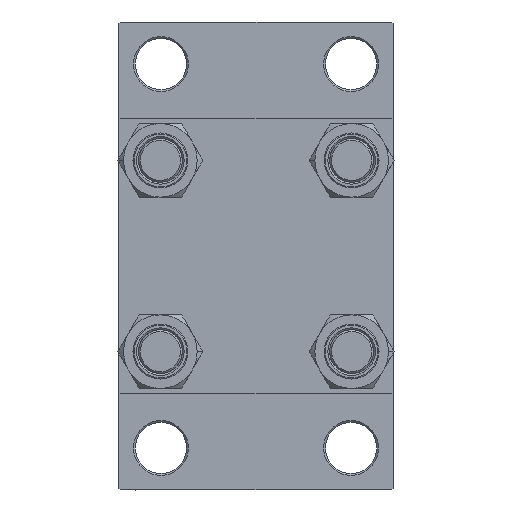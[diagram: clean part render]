
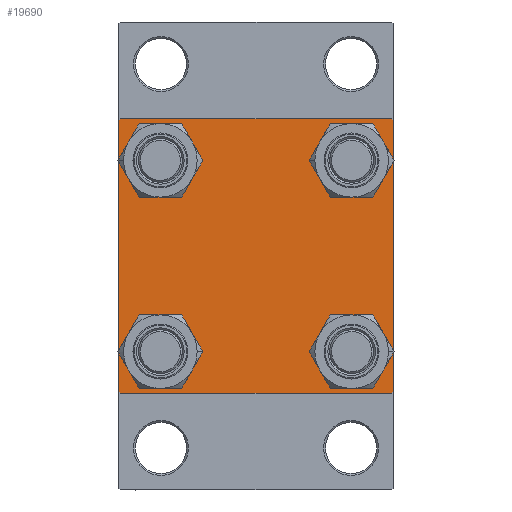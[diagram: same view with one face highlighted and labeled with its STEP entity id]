
A CAD part, left-side view. The second image highlights one B-rep face of the part: STEP entity #19690.
In plain terms, the highlighted planar face has unit normal (-1, 0, 0).
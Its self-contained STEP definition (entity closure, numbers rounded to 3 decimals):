
#243 = CARTESIAN_POINT ( 'NONE',  ( 0., -26.15, -32.65 ) ) ;
#522 = CARTESIAN_POINT ( 'NONE',  ( 0., -26.15, 26.15 ) ) ;
#815 = ORIENTED_EDGE ( 'NONE', *, *, #2416, .T. ) ;
#1569 = CARTESIAN_POINT ( 'NONE',  ( 0., -26.15, 19.65 ) ) ;
#1995 = DIRECTION ( 'NONE',  ( 1., 0., 0. ) ) ;
#2141 = AXIS2_PLACEMENT_3D ( 'NONE', #29249, #7402, #46754 ) ;
#2341 = FACE_OUTER_BOUND ( 'NONE', #38012, .T. ) ;
#2416 = EDGE_CURVE ( 'NONE', #22690, #38746, #14358, .T. ) ;
#2458 = DIRECTION ( 'NONE',  ( 0., 0.707, -0.707 ) ) ;
#2515 = CIRCLE ( 'NONE', #27799, 6.5 ) ;
#3215 = VECTOR ( 'NONE', #26468, 1000. ) ;
#3722 = AXIS2_PLACEMENT_3D ( 'NONE', #522, #44406, #15158 ) ;
#4079 = CIRCLE ( 'NONE', #33914, 6.5 ) ;
#4797 = AXIS2_PLACEMENT_3D ( 'NONE', #20551, #26804, #12415 ) ;
#5220 = DIRECTION ( 'NONE',  ( 0., 0., 1. ) ) ;
#5293 = DIRECTION ( 'NONE',  ( 0., 0., -1. ) ) ;
#5386 = EDGE_CURVE ( 'NONE', #38746, #10084, #21453, .T. ) ;
#6621 = VECTOR ( 'NONE', #36270, 1000. ) ;
#6715 = EDGE_CURVE ( 'NONE', #28496, #34071, #19787, .T. ) ;
#7402 = DIRECTION ( 'NONE',  ( 1., 0., 0. ) ) ;
#7615 = DIRECTION ( 'NONE',  ( 0., 0., -1. ) ) ;
#7945 = EDGE_CURVE ( 'NONE', #45661, #24663, #32901, .T. ) ;
#8370 = VERTEX_POINT ( 'NONE', #1569 ) ;
#8518 = ORIENTED_EDGE ( 'NONE', *, *, #21912, .T. ) ;
#8760 = EDGE_CURVE ( 'NONE', #8370, #36836, #30532, .T. ) ;
#8820 = PLANE ( 'NONE',  #43134 ) ;
#9143 = ORIENTED_EDGE ( 'NONE', *, *, #6715, .T. ) ;
#9743 = VERTEX_POINT ( 'NONE', #243 ) ;
#10038 = CARTESIAN_POINT ( 'NONE',  ( 0., 26.15, -19.65 ) ) ;
#10084 = VERTEX_POINT ( 'NONE', #47416 ) ;
#10200 = CARTESIAN_POINT ( 'NONE',  ( 0., 37., 37.5 ) ) ;
#10207 = ORIENTED_EDGE ( 'NONE', *, *, #24561, .T. ) ;
#10800 = CARTESIAN_POINT ( 'NONE',  ( 0., 26.15, -26.15 ) ) ;
#10846 = DIRECTION ( 'NONE',  ( 0., 0.707, 0.707 ) ) ;
#10995 = CARTESIAN_POINT ( 'NONE',  ( 0., 37.5, 37.5 ) ) ;
#11782 = CARTESIAN_POINT ( 'NONE',  ( 0., -26.15, 26.15 ) ) ;
#11808 = DIRECTION ( 'NONE',  ( 0., -1., 0. ) ) ;
#12011 = EDGE_CURVE ( 'NONE', #28460, #9743, #40445, .T. ) ;
#12199 = ORIENTED_EDGE ( 'NONE', *, *, #42980, .T. ) ;
#12400 = DIRECTION ( 'NONE',  ( 1., 0., 0. ) ) ;
#12415 = DIRECTION ( 'NONE',  ( 0., 0., 1. ) ) ;
#12974 = CARTESIAN_POINT ( 'NONE',  ( 0., -37.5, 37.5 ) ) ;
#13382 = CARTESIAN_POINT ( 'NONE',  ( 0., -37., 37.5 ) ) ;
#13541 = EDGE_CURVE ( 'NONE', #45661, #18467, #27836, .T. ) ;
#14358 = LINE ( 'NONE', #10995, #24230 ) ;
#14493 = DIRECTION ( 'NONE',  ( 0., -0.707, -0.707 ) ) ;
#14554 = VERTEX_POINT ( 'NONE', #14708 ) ;
#14604 = EDGE_CURVE ( 'NONE', #10084, #29340, #19256, .T. ) ;
#14708 = CARTESIAN_POINT ( 'NONE',  ( 0., 26.15, -32.65 ) ) ;
#15158 = DIRECTION ( 'NONE',  ( 0., 0., 1. ) ) ;
#16728 = VECTOR ( 'NONE', #10846, 1000. ) ;
#18281 = DIRECTION ( 'NONE',  ( 0., 0., 1. ) ) ;
#18333 = CARTESIAN_POINT ( 'NONE',  ( 0., 37.25, -37.25 ) ) ;
#18467 = VERTEX_POINT ( 'NONE', #42430 ) ;
#18493 = CARTESIAN_POINT ( 'NONE',  ( 0., 37.5, 37. ) ) ;
#18524 = CARTESIAN_POINT ( 'NONE',  ( 0., 26.15, -26.15 ) ) ;
#18530 = CARTESIAN_POINT ( 'NONE',  ( 0., -37.25, 37.25 ) ) ;
#19189 = CARTESIAN_POINT ( 'NONE',  ( 0., -37.25, -37.25 ) ) ;
#19256 = LINE ( 'NONE', #38155, #45185 ) ;
#19690 = ADVANCED_FACE ( 'NONE', ( #20110, #23705, #24174, #35190, #2341 ), #8820, .T. ) ;
#19725 = VECTOR ( 'NONE', #14493, 1000. ) ;
#19783 = AXIS2_PLACEMENT_3D ( 'NONE', #24075, #1995, #31965 ) ;
#19787 = CIRCLE ( 'NONE', #2141, 6.5 ) ;
#20110 = FACE_BOUND ( 'NONE', #36636, .T. ) ;
#20551 = CARTESIAN_POINT ( 'NONE',  ( 0., 26.15, 26.15 ) ) ;
#20899 = EDGE_LOOP ( 'NONE', ( #42066, #9143 ) ) ;
#21453 = LINE ( 'NONE', #18333, #19725 ) ;
#21912 = EDGE_CURVE ( 'NONE', #14554, #44875, #28797, .T. ) ;
#22171 = CARTESIAN_POINT ( 'NONE',  ( 0., 37.5, 37.5 ) ) ;
#22690 = VERTEX_POINT ( 'NONE', #18493 ) ;
#22947 = ORIENTED_EDGE ( 'NONE', *, *, #40308, .F. ) ;
#23058 = DIRECTION ( 'NONE',  ( 1., 0., 0. ) ) ;
#23705 = FACE_BOUND ( 'NONE', #31984, .T. ) ;
#23929 = DIRECTION ( 'NONE',  ( 0., 0., 1. ) ) ;
#24075 = CARTESIAN_POINT ( 'NONE',  ( 0., -26.15, -26.15 ) ) ;
#24174 = FACE_BOUND ( 'NONE', #45847, .T. ) ;
#24230 = VECTOR ( 'NONE', #7615, 1000. ) ;
#24316 = CARTESIAN_POINT ( 'NONE',  ( 0., -26.15, -19.65 ) ) ;
#24561 = EDGE_CURVE ( 'NONE', #29340, #18467, #26836, .T. ) ;
#24663 = VERTEX_POINT ( 'NONE', #13382 ) ;
#24783 = ORIENTED_EDGE ( 'NONE', *, *, #13541, .F. ) ;
#25748 = VERTEX_POINT ( 'NONE', #10200 ) ;
#25970 = ORIENTED_EDGE ( 'NONE', *, *, #7945, .T. ) ;
#26468 = DIRECTION ( 'NONE',  ( 0., -1., 0. ) ) ;
#26804 = DIRECTION ( 'NONE',  ( 1., 0., 0. ) ) ;
#26827 = CARTESIAN_POINT ( 'NONE',  ( 0., 0., 0. ) ) ;
#26836 = LINE ( 'NONE', #19189, #6621 ) ;
#27020 = DIRECTION ( 'NONE',  ( 0., 0., 1. ) ) ;
#27799 = AXIS2_PLACEMENT_3D ( 'NONE', #18524, #33133, #18281 ) ;
#27836 = LINE ( 'NONE', #12974, #45155 ) ;
#28307 = CARTESIAN_POINT ( 'NONE',  ( 0., 26.15, 32.65 ) ) ;
#28460 = VERTEX_POINT ( 'NONE', #24316 ) ;
#28496 = VERTEX_POINT ( 'NONE', #28622 ) ;
#28622 = CARTESIAN_POINT ( 'NONE',  ( 0., 26.15, 19.65 ) ) ;
#28797 = CIRCLE ( 'NONE', #47287, 6.5 ) ;
#28852 = CARTESIAN_POINT ( 'NONE',  ( 0., -37.5, 37. ) ) ;
#29118 = ORIENTED_EDGE ( 'NONE', *, *, #30202, .T. ) ;
#29249 = CARTESIAN_POINT ( 'NONE',  ( 0., 26.15, 26.15 ) ) ;
#29340 = VERTEX_POINT ( 'NONE', #37770 ) ;
#30202 = EDGE_CURVE ( 'NONE', #9743, #28460, #36712, .T. ) ;
#30532 = CIRCLE ( 'NONE', #3722, 6.5 ) ;
#30658 = DIRECTION ( 'NONE',  ( -1., 0., 0. ) ) ;
#31965 = DIRECTION ( 'NONE',  ( 0., 0., 1. ) ) ;
#31984 = EDGE_LOOP ( 'NONE', ( #46308, #29118 ) ) ;
#32602 = EDGE_CURVE ( 'NONE', #25748, #22690, #33425, .T. ) ;
#32818 = CARTESIAN_POINT ( 'NONE',  ( 0., -26.15, 32.65 ) ) ;
#32901 = LINE ( 'NONE', #18530, #16728 ) ;
#33133 = DIRECTION ( 'NONE',  ( 1., 0., 0. ) ) ;
#33145 = CIRCLE ( 'NONE', #4797, 6.5 ) ;
#33425 = LINE ( 'NONE', #45631, #41402 ) ;
#33748 = CARTESIAN_POINT ( 'NONE',  ( 0., -26.15, -26.15 ) ) ;
#33893 = LINE ( 'NONE', #22171, #3215 ) ;
#33914 = AXIS2_PLACEMENT_3D ( 'NONE', #11782, #23058, #23929 ) ;
#34071 = VERTEX_POINT ( 'NONE', #28307 ) ;
#34821 = ORIENTED_EDGE ( 'NONE', *, *, #8760, .T. ) ;
#35190 = FACE_BOUND ( 'NONE', #20899, .T. ) ;
#36270 = DIRECTION ( 'NONE',  ( 0., -0.707, 0.707 ) ) ;
#36446 = DIRECTION ( 'NONE',  ( 0., 0., 1. ) ) ;
#36636 = EDGE_LOOP ( 'NONE', ( #12199, #34821 ) ) ;
#36712 = CIRCLE ( 'NONE', #42790, 6.5 ) ;
#36836 = VERTEX_POINT ( 'NONE', #32818 ) ;
#37714 = ORIENTED_EDGE ( 'NONE', *, *, #5386, .T. ) ;
#37770 = CARTESIAN_POINT ( 'NONE',  ( 0., -37., -37.5 ) ) ;
#38012 = EDGE_LOOP ( 'NONE', ( #815, #37714, #47451, #10207, #24783, #25970, #22947, #45243 ) ) ;
#38155 = CARTESIAN_POINT ( 'NONE',  ( 0., 37.5, -37.5 ) ) ;
#38746 = VERTEX_POINT ( 'NONE', #46741 ) ;
#40308 = EDGE_CURVE ( 'NONE', #25748, #24663, #33893, .T. ) ;
#40445 = CIRCLE ( 'NONE', #19783, 6.5 ) ;
#40866 = ORIENTED_EDGE ( 'NONE', *, *, #42919, .T. ) ;
#41402 = VECTOR ( 'NONE', #2458, 1000. ) ;
#42066 = ORIENTED_EDGE ( 'NONE', *, *, #42173, .T. ) ;
#42173 = EDGE_CURVE ( 'NONE', #34071, #28496, #33145, .T. ) ;
#42430 = CARTESIAN_POINT ( 'NONE',  ( 0., -37.5, -37. ) ) ;
#42790 = AXIS2_PLACEMENT_3D ( 'NONE', #33748, #12400, #27020 ) ;
#42919 = EDGE_CURVE ( 'NONE', #44875, #14554, #2515, .T. ) ;
#42980 = EDGE_CURVE ( 'NONE', #36836, #8370, #4079, .T. ) ;
#43134 = AXIS2_PLACEMENT_3D ( 'NONE', #26827, #30658, #5220 ) ;
#44406 = DIRECTION ( 'NONE',  ( 1., 0., 0. ) ) ;
#44875 = VERTEX_POINT ( 'NONE', #10038 ) ;
#45155 = VECTOR ( 'NONE', #5293, 1000. ) ;
#45185 = VECTOR ( 'NONE', #11808, 1000. ) ;
#45239 = DIRECTION ( 'NONE',  ( 1., 0., 0. ) ) ;
#45243 = ORIENTED_EDGE ( 'NONE', *, *, #32602, .T. ) ;
#45631 = CARTESIAN_POINT ( 'NONE',  ( 0., 37.25, 37.25 ) ) ;
#45661 = VERTEX_POINT ( 'NONE', #28852 ) ;
#45847 = EDGE_LOOP ( 'NONE', ( #40866, #8518 ) ) ;
#46308 = ORIENTED_EDGE ( 'NONE', *, *, #12011, .T. ) ;
#46741 = CARTESIAN_POINT ( 'NONE',  ( 0., 37.5, -37. ) ) ;
#46754 = DIRECTION ( 'NONE',  ( 0., 0., 1. ) ) ;
#47287 = AXIS2_PLACEMENT_3D ( 'NONE', #10800, #45239, #36446 ) ;
#47416 = CARTESIAN_POINT ( 'NONE',  ( 0., 37., -37.5 ) ) ;
#47451 = ORIENTED_EDGE ( 'NONE', *, *, #14604, .T. ) ;
